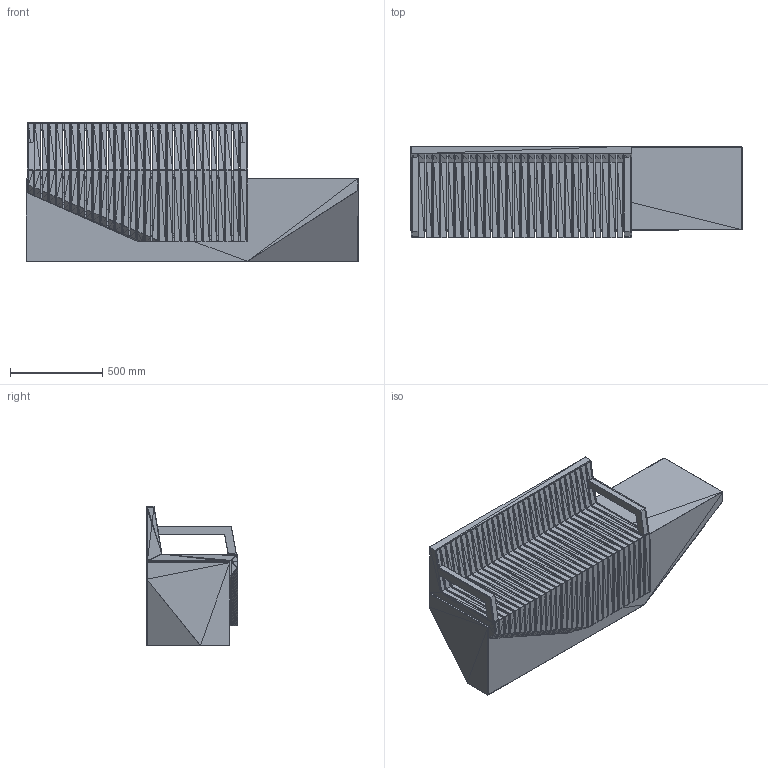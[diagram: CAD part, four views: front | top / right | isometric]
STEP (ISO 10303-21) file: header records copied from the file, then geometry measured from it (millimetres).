
FILE_DESCRIPTION(/* description */ (''),/* implementation_level */ '2;1');
FILE_NAME(/* name */ 'CLV05-B_UAP_CLEAVE_TimberE_3D',/* time_stamp */ '2018-01-23T14:22:28-05:00',/* author */ (''),/* organization */ (''),/* preprocessor_version */ 'ST-DEVELOPER v15',/* originating_system */ '',/* authorisation */ '');
FILE_SCHEMA (('AUTOMOTIVE_DESIGN'));
Products named in the file (1): Document
Bounding box: 1800 x 496 x 754 mm (x, y, z)
Volume: 382321270 mm3; surface area: 8919362.7 mm2
Topology: 36 solids, 36 shells, 12628 faces, 18988 edges, 6428 vertices
Faces by surface type: bspline 10574, plane 2054
Entity records: 226467 total; most frequent: CARTESIAN_POINT 89208, ORIENTED_EDGE 37976, EDGE_CURVE 18988, B_SPLINE_CURVE_WITH_KNOTS 18888, ADVANCED_FACE 12628, FACE_OUTER_BOUND 12628, EDGE_LOOP 12628, B_SPLINE_SURFACE_WITH_KNOTS 10514
